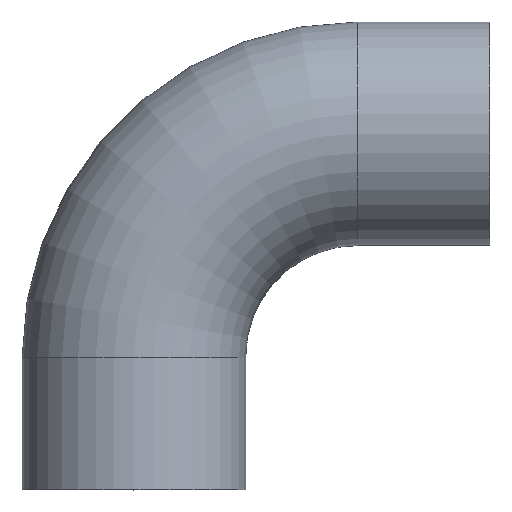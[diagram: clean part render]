
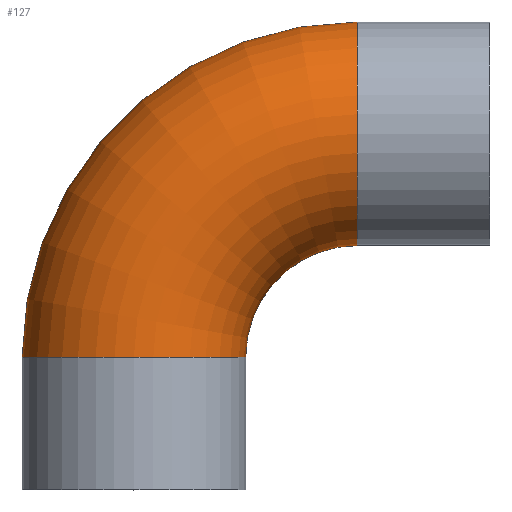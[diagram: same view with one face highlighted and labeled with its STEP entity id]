
A CAD part, top view. The second image highlights one B-rep face of the part: STEP entity #127.
In plain terms, the highlighted toroidal (fillet/blend) face has major radius 200 mm and minor radius 100 mm.
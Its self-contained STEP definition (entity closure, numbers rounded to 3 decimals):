
#91 = VERTEX_POINT( '', #227 );
#95 = EDGE_CURVE( '', #91, #145, #231, .T. );
#115 = EDGE_CURVE( '', #151, #91, #253, .T. );
#119 = EDGE_CURVE( '', #189, #151, #257, .T. );
#127 = ADVANCED_FACE( '', ( #268 ), #269, .T. );
#145 = VERTEX_POINT( '', #290 );
#151 = VERTEX_POINT( '', #296 );
#179 = EDGE_CURVE( '', #189, #145, #329, .T. );
#189 = VERTEX_POINT( '', #339 );
#227 = CARTESIAN_POINT( '', ( 100., 118.5, 0. ) );
#231 = CIRCLE( '', #377, 100. );
#253 = CIRCLE( '', #405, 100. );
#257 = CIRCLE( '', #411, 300. );
#268 = FACE_OUTER_BOUND( '', #422, .T. );
#269 = TOROIDAL_SURFACE( '', #423, 200., 100. );
#290 = CARTESIAN_POINT( '', ( 200., 218.5, 0. ) );
#296 = CARTESIAN_POINT( '', ( -100., 118.5, 0. ) );
#329 = CIRCLE( '', #498, 100. );
#339 = CARTESIAN_POINT( '', ( 200., 418.5, 0. ) );
#377 = AXIS2_PLACEMENT_3D( '', #547, #548, #549 );
#405 = AXIS2_PLACEMENT_3D( '', #576, #577, #578 );
#411 = AXIS2_PLACEMENT_3D( '', #582, #583, #584 );
#422 = EDGE_LOOP( '', ( #602, #603, #604, #605 ) );
#423 = AXIS2_PLACEMENT_3D( '', #606, #607, #608 );
#498 = AXIS2_PLACEMENT_3D( '', #692, #693, #694 );
#547 = CARTESIAN_POINT( '', ( 200., 118.5, 0. ) );
#548 = DIRECTION( '', ( 0., 0., -1. ) );
#549 = DIRECTION( '', ( 1., 0., 0. ) );
#576 = CARTESIAN_POINT( '', ( 0., 118.5, 0. ) );
#577 = DIRECTION( '', ( 0., 1., 0. ) );
#578 = DIRECTION( '', ( 1., 0., 0. ) );
#582 = CARTESIAN_POINT( '', ( 200., 118.5, 0. ) );
#583 = DIRECTION( '', ( 0., 0., 1. ) );
#584 = DIRECTION( '', ( 1., 0., 0. ) );
#602 = ORIENTED_EDGE( '', *, *, #119, .T. );
#603 = ORIENTED_EDGE( '', *, *, #115, .T. );
#604 = ORIENTED_EDGE( '', *, *, #95, .T. );
#605 = ORIENTED_EDGE( '', *, *, #179, .F. );
#606 = CARTESIAN_POINT( '', ( 200., 118.5, 0. ) );
#607 = DIRECTION( '', ( 0., 0., 1. ) );
#608 = DIRECTION( '', ( 1., 0., 0. ) );
#692 = CARTESIAN_POINT( '', ( 200., 318.5, 0. ) );
#693 = DIRECTION( '', ( 1., 0., 0. ) );
#694 = DIRECTION( '', ( 0., -1., 0. ) );
